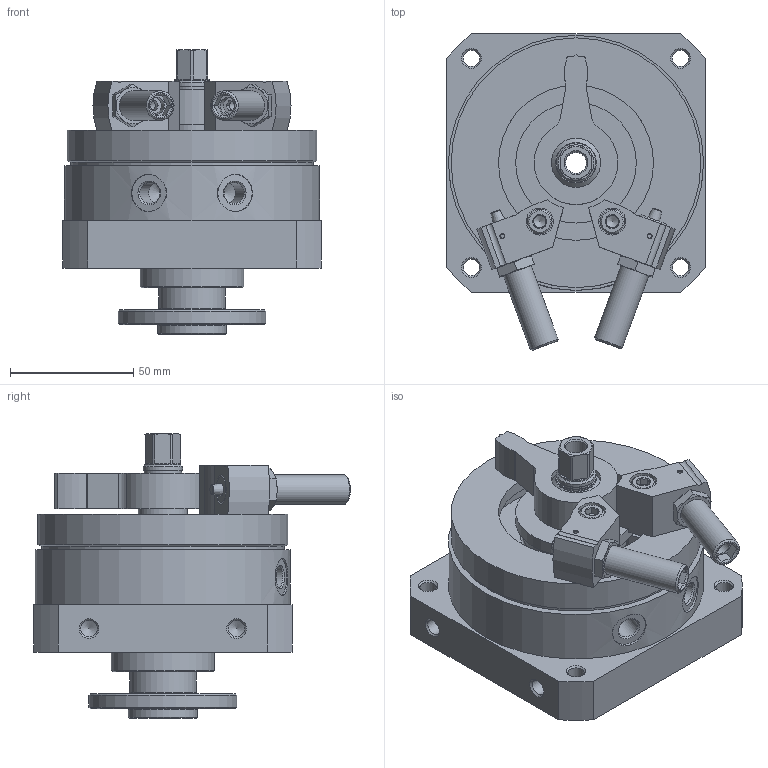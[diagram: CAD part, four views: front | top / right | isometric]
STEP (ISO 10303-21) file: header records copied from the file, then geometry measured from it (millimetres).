
FILE_DESCRIPTION(/* description */ ('STEP AP214'),/* implementation_level */ '2;1');
FILE_NAME(/* name */ '566210_DSM-32-270-P1-FW-A-B',/* time_stamp */ '2024-08-21T08:16:28+02:00',/* author */ ('License CC BY-ND 4.0'),/* organization */ ('CADENAS'),/* preprocessor_version */ 'ST-DEVELOPER v19.3',/* originating_system */ 'PARTsolutions',/* authorisation */ ' ');
FILE_SCHEMA (('AUTOMOTIVE_DESIGN {1 0 10303 214 3 1 1}'));
Length unit declared in the file: millimetre
Products named in the file (9): 566210 DSM-32-270-P1-FW-A-B--(0); 566210 DSM-32-270-P1-FW-A-B_G---(B); 704065 DSM-32-BR---(HZ); 548375 DYEF-M12-Y1F_P; 342622 DSM-32_NS; DIN-912 - M6x25(F); 348987 SPZ-20 M12X1-4-15; 704064 DSM-32-BL---(HZ); 566210 DSM-32-270-P1-FW-A-B_K---(B)
Assembly tree (12 placements, depth 2):
  566210 DSM-32-270-P1-FW-A-B--(0)
    566210 DSM-32-270-P1-FW-A-B_G---(B)
    704065 DSM-32-BR---(HZ)
    548375 DYEF-M12-Y1F_P  x2
    342622 DSM-32_NS  x2
    DIN-912 - M6x25(F)  x2
    348987 SPZ-20 M12X1-4-15  x2
    704064 DSM-32-BL---(HZ)
    566210 DSM-32-270-P1-FW-A-B_K---(B)
Bounding box: 105 x 128.71 x 115.8 mm (x, y, z)
Volume: 535361.5 mm3; surface area: 108053.1 mm2
Topology: 12 solids, 12 shells, 416 faces, 969 edges, 604 vertices
Faces by surface type: plane 185, cylinder 121, cone 105, torus 5
Full cylindrical faces by diameter (mm): 1.567 x2, 4.917 x6, 6 x2, 6.5 x4, 6.6 x2, 6.647 x10, 6.917 x2, 8.566 x3, 10 x2, 10.917 x4, 11 x2, 12 x2, 14.5 x1, 15 x2, 15.2 x1, 16 x2, 20 x3, 27 x1, 28 x1, 42 x1, 43 x1, 49 x1, 60 x1, 63 x1, 72 x1, 82 x1, 98.5 x1, 101.5 x1, 103.65 x1
Entity records: 9314 total; most frequent: CARTESIAN_POINT 1635, DIRECTION 1595, ORIENTED_EDGE 1244, AXIS2_PLACEMENT_3D 671, EDGE_CURVE 622, FACE_BOUND 539, EDGE_LOOP 529, VERTEX_POINT 471
